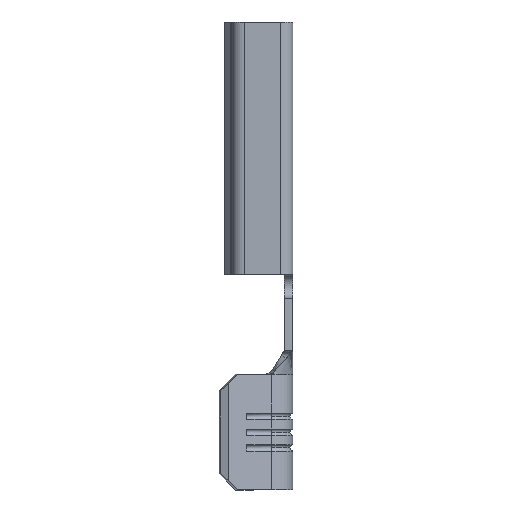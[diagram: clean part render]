
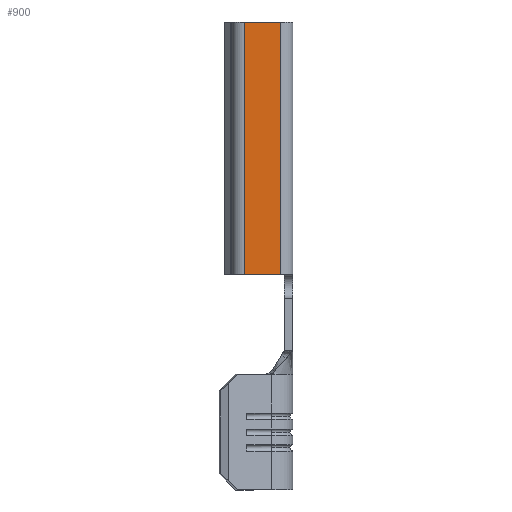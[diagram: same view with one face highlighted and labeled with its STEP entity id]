
A CAD part, left-side view. The second image highlights one B-rep face of the part: STEP entity #900.
In plain terms, the highlighted planar face has unit normal (-1, 0, 0).
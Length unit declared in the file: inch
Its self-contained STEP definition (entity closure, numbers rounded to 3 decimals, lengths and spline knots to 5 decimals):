
#73 = PLANE ( 'NONE',  #1887 ) ;
#217 = ORIENTED_EDGE ( 'NONE', *, *, #1973, .F. ) ;
#329 = ORIENTED_EDGE ( 'NONE', *, *, #1069, .T. ) ;
#479 = DIRECTION ( 'NONE',  ( 0., -1., 0. ) ) ;
#812 = CARTESIAN_POINT ( 'NONE',  ( -0.157, 0.0405, 0.89 ) ) ;
#839 = CARTESIAN_POINT ( 'NONE',  ( -0.157, 0.0405, 0.89 ) ) ;
#850 = CARTESIAN_POINT ( 'NONE',  ( -0.157, 0.0405, 0.89 ) ) ;
#900 = ADVANCED_FACE ( 'NONE', ( #914 ), #73, .F. ) ;
#914 = FACE_OUTER_BOUND ( 'NONE', #3401, .T. ) ;
#977 = EDGE_CURVE ( 'NONE', #3348, #1706, #1752, .T. ) ;
#1003 = VECTOR ( 'NONE', #2159, 39.37008 ) ;
#1069 = EDGE_CURVE ( 'NONE', #2288, #3348, #3015, .T. ) ;
#1081 = VECTOR ( 'NONE', #3381, 39.37008 ) ;
#1179 = DIRECTION ( 'NONE',  ( 0., 1., 0. ) ) ;
#1428 = CARTESIAN_POINT ( 'NONE',  ( -0.157, -0.028, 0.89 ) ) ;
#1706 = VERTEX_POINT ( 'NONE', #2465 ) ;
#1752 = LINE ( 'NONE', #3032, #3457 ) ;
#1772 = VERTEX_POINT ( 'NONE', #1428 ) ;
#1854 = LINE ( 'NONE', #4295, #1003 ) ;
#1887 = AXIS2_PLACEMENT_3D ( 'NONE', #812, #3344, #1179 ) ;
#1973 = EDGE_CURVE ( 'NONE', #2288, #1772, #2766, .T. ) ;
#2159 = DIRECTION ( 'NONE',  ( 0., 0., -1. ) ) ;
#2193 = EDGE_CURVE ( 'NONE', #1772, #1706, #1854, .T. ) ;
#2288 = VERTEX_POINT ( 'NONE', #3315 ) ;
#2465 = CARTESIAN_POINT ( 'NONE',  ( -0.157, -0.028, 0.41 ) ) ;
#2642 = DIRECTION ( 'NONE',  ( 0., -1., 0. ) ) ;
#2766 = LINE ( 'NONE', #839, #3603 ) ;
#3015 = LINE ( 'NONE', #850, #1081 ) ;
#3032 = CARTESIAN_POINT ( 'NONE',  ( -0.157, 0.0405, 0.41 ) ) ;
#3305 = CARTESIAN_POINT ( 'NONE',  ( -0.157, 0.0405, 0.41 ) ) ;
#3315 = CARTESIAN_POINT ( 'NONE',  ( -0.157, 0.0405, 0.89 ) ) ;
#3344 = DIRECTION ( 'NONE',  ( 1., 0., 0. ) ) ;
#3348 = VERTEX_POINT ( 'NONE', #3305 ) ;
#3381 = DIRECTION ( 'NONE',  ( 0., 0., -1. ) ) ;
#3401 = EDGE_LOOP ( 'NONE', ( #4547, #3845, #217, #329 ) ) ;
#3457 = VECTOR ( 'NONE', #479, 39.37008 ) ;
#3603 = VECTOR ( 'NONE', #2642, 39.37008 ) ;
#3845 = ORIENTED_EDGE ( 'NONE', *, *, #2193, .F. ) ;
#4295 = CARTESIAN_POINT ( 'NONE',  ( -0.157, -0.028, 0.89 ) ) ;
#4547 = ORIENTED_EDGE ( 'NONE', *, *, #977, .T. ) ;
